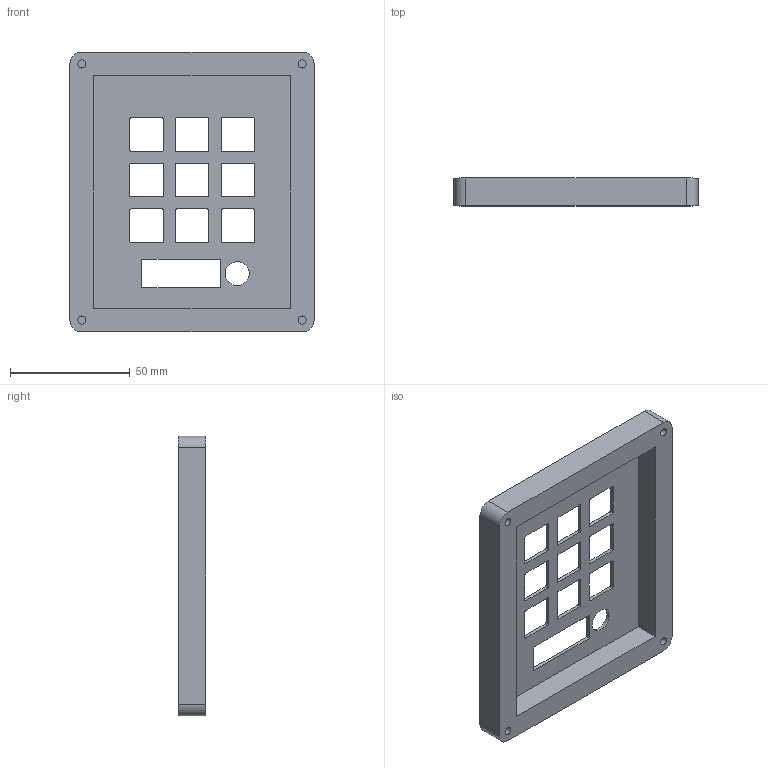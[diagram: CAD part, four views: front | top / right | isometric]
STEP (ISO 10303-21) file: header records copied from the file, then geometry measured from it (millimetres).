
FILE_DESCRIPTION(/* description */ (''),/* implementation_level */ '2;1');
FILE_NAME(/* name */ 'TopCaseProgrammerPAD v4.step',/* time_stamp */ '2025-07-01T18:22:01-06:00',/* author */ (''),/* organization */ (''),/* preprocessor_version */ 'ST-DEVELOPER v20.1',/* originating_system */ 'Autodesk Translation Framework v14.4.0.0',/* authorisation */ '');
FILE_SCHEMA (('AUTOMOTIVE_DESIGN { 1 0 10303 214 3 1 1 }'));
Length unit declared in the file: millimetre
Products named in the file (1): TopCaseProgrammerPAD
Bounding box: 102 x 11.5 x 117 mm (x, y, z)
Volume: 53736.1 mm3; surface area: 29223.9 mm2
Topology: 1 solids, 1 shells, 100 faces, 279 edges, 186 vertices
Faces by surface type: plane 55, cylinder 45
Full cylindrical faces by diameter (mm): 3.4 x4, 10 x1
Entity records: 3310 total; most frequent: DIRECTION 571, CARTESIAN_POINT 566, ORIENTED_EDGE 558, EDGE_CURVE 279, AXIS2_PLACEMENT_3D 191, LINE 189, VECTOR 189, VERTEX_POINT 186
